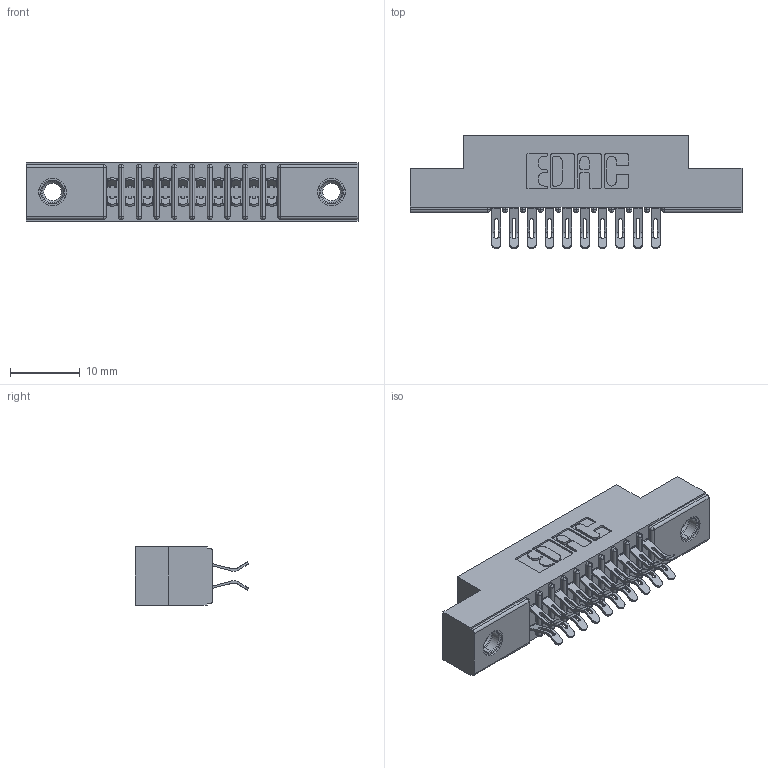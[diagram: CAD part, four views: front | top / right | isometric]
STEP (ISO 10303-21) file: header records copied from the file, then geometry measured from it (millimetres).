
FILE_DESCRIPTION (( 'STEP AP203' ), '1' );
FILE_NAME ('341-020-555-207.STEP', '2018-08-06T16:56:07', ( '' ), ( '' ), 'SwSTEP 2.0', 'SolidWorks 2016', '' );
FILE_SCHEMA (( 'CONFIG_CONTROL_DESIGN' ));
Length unit declared in the file: inch
Products named in the file (4): 341 Part_.156 (3.96) Dia Mounting Holes; 341-292-001_341-292-155; 345-250-001_345-250-005-103; 341-020-555-207
Assembly tree (23 placements, depth 2):
  341-020-555-207
    341 Part_.156 (3.96) Dia Mounting Holes
    341-292-001_341-292-155  x20
    345-250-001_345-250-005-103  x2
Bounding box: 47.62 x 16.31 x 8.38 mm (x, y, z)
Volume: 2756 mm3; surface area: 5196.1 mm2
Topology: 23 solids, 23 shells, 1736 faces, 5122 edges, 3330 vertices
Faces by surface type: plane 940, cylinder 740, sphere 22, torus 22, cone 12
Entity records: 18020 total; most frequent: CARTESIAN_POINT 2995, ORIENTED_EDGE 2956, DIRECTION 2930, EDGE_CURVE 1478, VECTOR 1140, LINE 1140, VERTEX_POINT 944, AXIS2_PLACEMENT_3D 895
